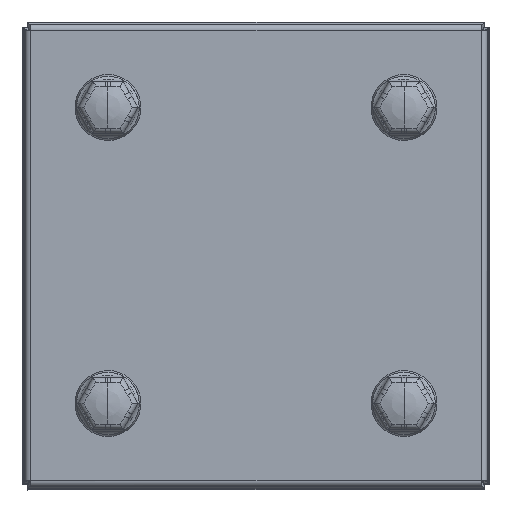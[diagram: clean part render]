
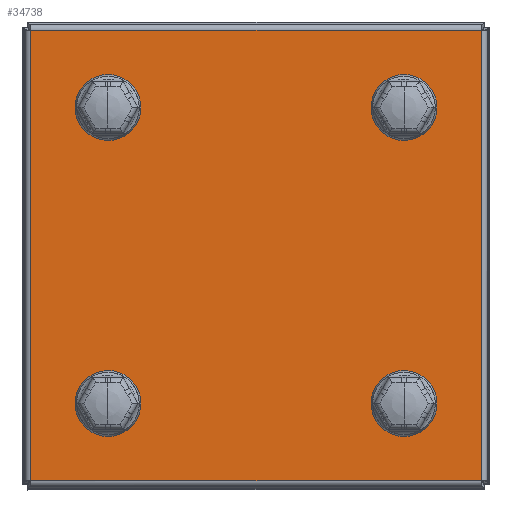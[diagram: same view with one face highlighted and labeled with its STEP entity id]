
A CAD part, top view. The second image highlights one B-rep face of the part: STEP entity #34738.
In plain terms, the highlighted planar face has unit normal (0, 0, 1).
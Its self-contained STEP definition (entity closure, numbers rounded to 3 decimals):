
#260 = CARTESIAN_POINT ( 'NONE',  ( -25.75, 28.5, 90. ) ) ;
#434 = VECTOR ( 'NONE', #9566, 1000. ) ;
#536 = VERTEX_POINT ( 'NONE', #6756 ) ;
#728 = AXIS2_PLACEMENT_3D ( 'NONE', #5001, #13583, #4425 ) ;
#969 = LINE ( 'NONE', #6834, #29220 ) ;
#1116 = ORIENTED_EDGE ( 'NONE', *, *, #27310, .T. ) ;
#1615 = CIRCLE ( 'NONE', #35419, 2.75 ) ;
#1763 = EDGE_CURVE ( 'NONE', #13454, #21136, #23156, .T. ) ;
#1769 = DIRECTION ( 'NONE',  ( 1., 0., 0. ) ) ;
#1952 = CARTESIAN_POINT ( 'NONE',  ( 28.5, -28.5, 90. ) ) ;
#2007 = EDGE_CURVE ( 'NONE', #26569, #17324, #17551, .T. ) ;
#2640 = EDGE_CURVE ( 'NONE', #7320, #536, #37600, .T. ) ;
#3195 = ORIENTED_EDGE ( 'NONE', *, *, #30475, .T. ) ;
#3546 = DIRECTION ( 'NONE',  ( 1., 0., 0. ) ) ;
#3920 = CARTESIAN_POINT ( 'NONE',  ( 43.429, 43.4, 90. ) ) ;
#4287 = ORIENTED_EDGE ( 'NONE', *, *, #30171, .T. ) ;
#4425 = DIRECTION ( 'NONE',  ( 1., 0., 0. ) ) ;
#5001 = CARTESIAN_POINT ( 'NONE',  ( 28.5, 28.5, 90. ) ) ;
#5355 = FACE_BOUND ( 'NONE', #38151, .T. ) ;
#6052 = ORIENTED_EDGE ( 'NONE', *, *, #12232, .F. ) ;
#6591 = CIRCLE ( 'NONE', #14713, 2.75 ) ;
#6756 = CARTESIAN_POINT ( 'NONE',  ( 31.25, 28.5, 90. ) ) ;
#6834 = CARTESIAN_POINT ( 'NONE',  ( 43.4, -43.429, 90. ) ) ;
#7320 = VERTEX_POINT ( 'NONE', #31501 ) ;
#7857 = LINE ( 'NONE', #19802, #7905 ) ;
#7905 = VECTOR ( 'NONE', #31763, 1000. ) ;
#7994 = VERTEX_POINT ( 'NONE', #24162 ) ;
#8269 = PLANE ( 'NONE',  #10198 ) ;
#8840 = FACE_OUTER_BOUND ( 'NONE', #29888, .T. ) ;
#9008 = LINE ( 'NONE', #3920, #434 ) ;
#9566 = DIRECTION ( 'NONE',  ( -1., 0., 0. ) ) ;
#9756 = CIRCLE ( 'NONE', #17273, 2.75 ) ;
#10015 = DIRECTION ( 'NONE',  ( 1., 0., 0. ) ) ;
#10198 = AXIS2_PLACEMENT_3D ( 'NONE', #29626, #11376, #14132 ) ;
#10505 = CARTESIAN_POINT ( 'NONE',  ( -28.5, -28.5, 90. ) ) ;
#11030 = ORIENTED_EDGE ( 'NONE', *, *, #1763, .F. ) ;
#11376 = DIRECTION ( 'NONE',  ( 0., 0., 1. ) ) ;
#11729 = VERTEX_POINT ( 'NONE', #37943 ) ;
#11871 = DIRECTION ( 'NONE',  ( 1., 0., 0. ) ) ;
#12022 = CIRCLE ( 'NONE', #17669, 2.75 ) ;
#12129 = DIRECTION ( 'NONE',  ( 0., 0., 1. ) ) ;
#12232 = EDGE_CURVE ( 'NONE', #27153, #32569, #34339, .T. ) ;
#12873 = DIRECTION ( 'NONE',  ( 0., 1., 0. ) ) ;
#13454 = VERTEX_POINT ( 'NONE', #26542 ) ;
#13583 = DIRECTION ( 'NONE',  ( 0., 0., 1. ) ) ;
#13633 = DIRECTION ( 'NONE',  ( 1., 0., 0. ) ) ;
#14132 = DIRECTION ( 'NONE',  ( 0., -1., 0. ) ) ;
#14314 = FACE_BOUND ( 'NONE', #16783, .T. ) ;
#14509 = CARTESIAN_POINT ( 'NONE',  ( 25.75, -28.5, 90. ) ) ;
#14713 = AXIS2_PLACEMENT_3D ( 'NONE', #36131, #21255, #33788 ) ;
#15918 = DIRECTION ( 'NONE',  ( 0., 0., 1. ) ) ;
#16775 = LINE ( 'NONE', #20072, #32296 ) ;
#16783 = EDGE_LOOP ( 'NONE', ( #18382, #23930 ) ) ;
#16885 = CARTESIAN_POINT ( 'NONE',  ( -43.4, 43.4, 90. ) ) ;
#17273 = AXIS2_PLACEMENT_3D ( 'NONE', #1952, #25038, #1769 ) ;
#17324 = VERTEX_POINT ( 'NONE', #260 ) ;
#17551 = CIRCLE ( 'NONE', #27549, 2.75 ) ;
#17669 = AXIS2_PLACEMENT_3D ( 'NONE', #18985, #30956, #3546 ) ;
#17753 = EDGE_CURVE ( 'NONE', #536, #7320, #12022, .T. ) ;
#18382 = ORIENTED_EDGE ( 'NONE', *, *, #17753, .F. ) ;
#18985 = CARTESIAN_POINT ( 'NONE',  ( 28.5, 28.5, 90. ) ) ;
#19502 = CARTESIAN_POINT ( 'NONE',  ( -31.25, 28.5, 90. ) ) ;
#19802 = CARTESIAN_POINT ( 'NONE',  ( -43.429, -43.4, 90. ) ) ;
#20072 = CARTESIAN_POINT ( 'NONE',  ( -43.4, 43.429, 90. ) ) ;
#20484 = ORIENTED_EDGE ( 'NONE', *, *, #28343, .F. ) ;
#20905 = DIRECTION ( 'NONE',  ( 0., 0., 1. ) ) ;
#21136 = VERTEX_POINT ( 'NONE', #14509 ) ;
#21255 = DIRECTION ( 'NONE',  ( 0., 0., 1. ) ) ;
#22720 = ORIENTED_EDGE ( 'NONE', *, *, #30671, .T. ) ;
#23156 = CIRCLE ( 'NONE', #37546, 2.75 ) ;
#23930 = ORIENTED_EDGE ( 'NONE', *, *, #2640, .F. ) ;
#24162 = CARTESIAN_POINT ( 'NONE',  ( -43.4, -43.4, 90. ) ) ;
#25038 = DIRECTION ( 'NONE',  ( 0., 0., 1. ) ) ;
#25567 = AXIS2_PLACEMENT_3D ( 'NONE', #29753, #20905, #11871 ) ;
#26128 = EDGE_CURVE ( 'NONE', #21136, #13454, #9756, .T. ) ;
#26542 = CARTESIAN_POINT ( 'NONE',  ( 31.25, -28.5, 90. ) ) ;
#26569 = VERTEX_POINT ( 'NONE', #19502 ) ;
#27032 = CARTESIAN_POINT ( 'NONE',  ( -28.5, 28.5, 90. ) ) ;
#27119 = VERTEX_POINT ( 'NONE', #33907 ) ;
#27153 = VERTEX_POINT ( 'NONE', #28437 ) ;
#27260 = VERTEX_POINT ( 'NONE', #16885 ) ;
#27310 = EDGE_CURVE ( 'NONE', #11729, #27119, #969, .T. ) ;
#27495 = ORIENTED_EDGE ( 'NONE', *, *, #26128, .F. ) ;
#27549 = AXIS2_PLACEMENT_3D ( 'NONE', #27032, #12129, #36037 ) ;
#28116 = EDGE_CURVE ( 'NONE', #32569, #27153, #1615, .T. ) ;
#28156 = DIRECTION ( 'NONE',  ( 0., 0., 1. ) ) ;
#28343 = EDGE_CURVE ( 'NONE', #17324, #26569, #6591, .T. ) ;
#28437 = CARTESIAN_POINT ( 'NONE',  ( -31.25, -28.5, 90. ) ) ;
#29220 = VECTOR ( 'NONE', #12873, 1000. ) ;
#29626 = CARTESIAN_POINT ( 'NONE',  ( -44.5, 44.5, 90. ) ) ;
#29753 = CARTESIAN_POINT ( 'NONE',  ( -28.5, -28.5, 90. ) ) ;
#29888 = EDGE_LOOP ( 'NONE', ( #4287, #3195, #1116, #22720 ) ) ;
#30171 = EDGE_CURVE ( 'NONE', #27260, #7994, #16775, .T. ) ;
#30475 = EDGE_CURVE ( 'NONE', #7994, #11729, #7857, .T. ) ;
#30671 = EDGE_CURVE ( 'NONE', #27119, #27260, #9008, .T. ) ;
#30956 = DIRECTION ( 'NONE',  ( 0., 0., 1. ) ) ;
#31013 = CARTESIAN_POINT ( 'NONE',  ( 28.5, -28.5, 90. ) ) ;
#31501 = CARTESIAN_POINT ( 'NONE',  ( 25.75, 28.5, 90. ) ) ;
#31671 = ORIENTED_EDGE ( 'NONE', *, *, #2007, .F. ) ;
#31763 = DIRECTION ( 'NONE',  ( 1., 0., 0. ) ) ;
#32034 = EDGE_LOOP ( 'NONE', ( #20484, #31671 ) ) ;
#32296 = VECTOR ( 'NONE', #37495, 1000. ) ;
#32569 = VERTEX_POINT ( 'NONE', #36035 ) ;
#33788 = DIRECTION ( 'NONE',  ( 1., 0., 0. ) ) ;
#33907 = CARTESIAN_POINT ( 'NONE',  ( 43.4, 43.4, 90. ) ) ;
#34339 = CIRCLE ( 'NONE', #25567, 2.75 ) ;
#34738 = ADVANCED_FACE ( 'NONE', ( #35273, #14314, #38407, #5355, #8840 ), #8269, .T. ) ;
#35273 = FACE_BOUND ( 'NONE', #32034, .T. ) ;
#35419 = AXIS2_PLACEMENT_3D ( 'NONE', #10505, #28156, #13633 ) ;
#36035 = CARTESIAN_POINT ( 'NONE',  ( -25.75, -28.5, 90. ) ) ;
#36037 = DIRECTION ( 'NONE',  ( 1., 0., 0. ) ) ;
#36131 = CARTESIAN_POINT ( 'NONE',  ( -28.5, 28.5, 90. ) ) ;
#37074 = EDGE_LOOP ( 'NONE', ( #37997, #6052 ) ) ;
#37495 = DIRECTION ( 'NONE',  ( 0., -1., 0. ) ) ;
#37546 = AXIS2_PLACEMENT_3D ( 'NONE', #31013, #15918, #10015 ) ;
#37600 = CIRCLE ( 'NONE', #728, 2.75 ) ;
#37943 = CARTESIAN_POINT ( 'NONE',  ( 43.4, -43.4, 90. ) ) ;
#37997 = ORIENTED_EDGE ( 'NONE', *, *, #28116, .F. ) ;
#38151 = EDGE_LOOP ( 'NONE', ( #11030, #27495 ) ) ;
#38407 = FACE_BOUND ( 'NONE', #37074, .T. ) ;
